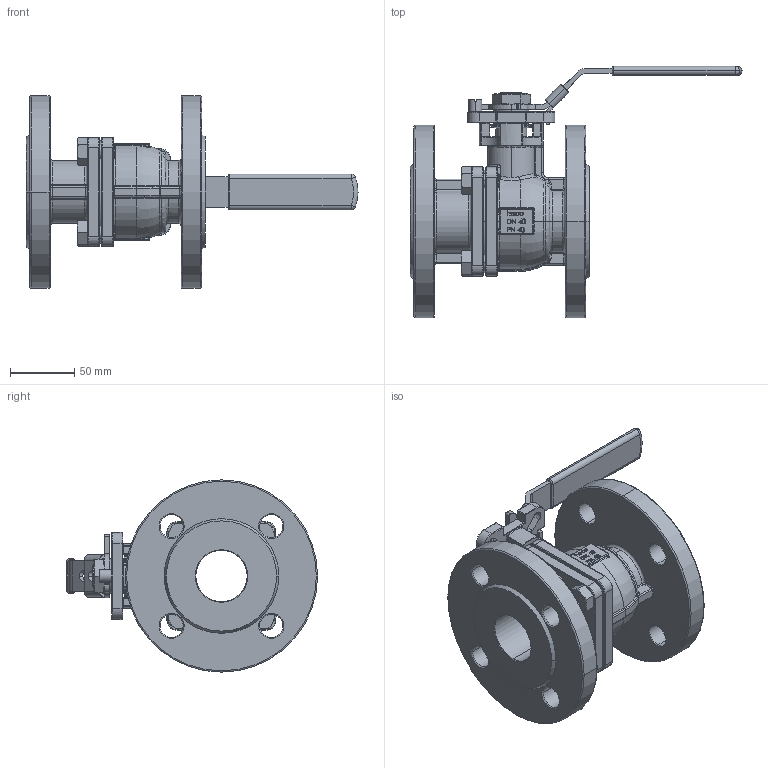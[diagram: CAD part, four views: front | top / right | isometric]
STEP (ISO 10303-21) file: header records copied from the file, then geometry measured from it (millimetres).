
FILE_DESCRIPTION (( 'STEP AP214' ), '1' );
FILE_NAME ('FKDA-112-000-4 Flanschkugelhahn 1712.STEP', '2017-12-20T13:46:39', ( '' ), ( '' ), 'SwSTEP 2.0', 'SolidWorks 2016', '' );
FILE_SCHEMA (( 'AUTOMOTIVE_DESIGN' ));
Length unit declared in the file: millimetre
Products named in the file (1): FKDA-112-000-4 Flanschkugelhahn 1712
Bounding box: 259 x 195.98 x 150 mm (x, y, z)
Volume: 911257 mm3; surface area: 172596.9 mm2
Topology: 1 solids, 2 shells, 1370 faces, 3402 edges, 2056 vertices
Faces by surface type: plane 438, cylinder 326, bspline 297, torus 174, cone 99, sphere 36
Entity records: 58958 total; most frequent: CARTESIAN_POINT 24202, ORIENTED_EDGE 6744, DIRECTION 5948, EDGE_CURVE 3372, AXIS2_PLACEMENT_3D 2223, VERTEX_POINT 2056, VECTOR 1502, LINE 1502
